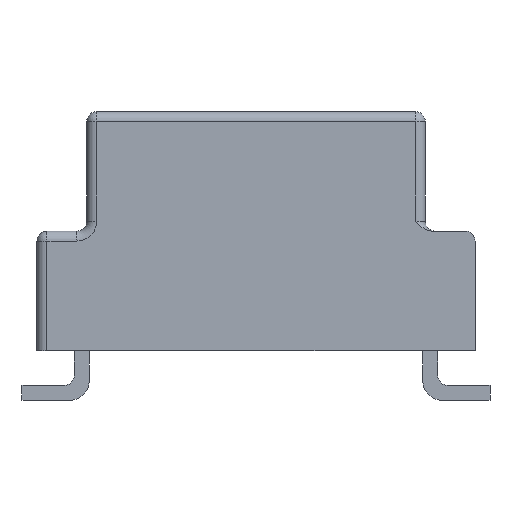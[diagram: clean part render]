
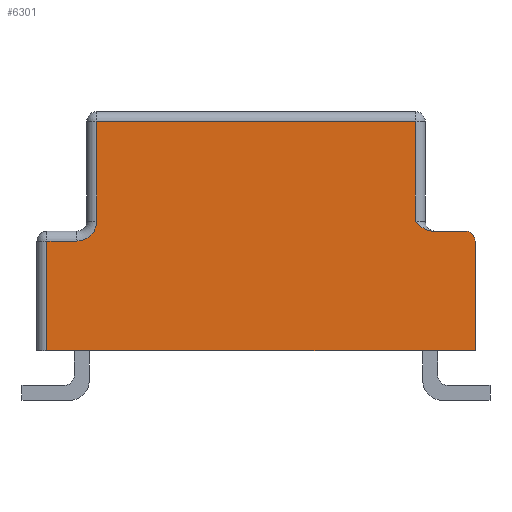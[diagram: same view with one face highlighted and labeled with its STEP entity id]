
A CAD part, front view. The second image highlights one B-rep face of the part: STEP entity #6301.
In plain terms, the highlighted face is planar.
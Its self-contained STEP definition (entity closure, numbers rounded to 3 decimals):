
#189=B_SPLINE_CURVE_WITH_KNOTS('',3,(#9278,#9279,#9280,#9281,#9282,#9283),
 .UNSPECIFIED.,.F.,.F.,(4,1,1,4),(0.,0.5,0.75,1.),.UNSPECIFIED.);
#253=CIRCLE('',#6575,0.4);
#264=CIRCLE('',#6597,0.2);
#710=ORIENTED_EDGE('',*,*,#1948,.F.);
#711=ORIENTED_EDGE('',*,*,#1949,.F.);
#712=ORIENTED_EDGE('',*,*,#1941,.T.);
#713=ORIENTED_EDGE('',*,*,#1922,.F.);
#714=ORIENTED_EDGE('',*,*,#1794,.F.);
#715=ORIENTED_EDGE('',*,*,#1950,.T.);
#716=ORIENTED_EDGE('',*,*,#1700,.T.);
#717=ORIENTED_EDGE('',*,*,#1927,.T.);
#718=ORIENTED_EDGE('',*,*,#1951,.T.);
#719=ORIENTED_EDGE('',*,*,#1912,.F.);
#720=ORIENTED_EDGE('',*,*,#1896,.T.);
#1700=EDGE_CURVE('',#2367,#2365,#2802,.T.);
#1794=EDGE_CURVE('',#2449,#2451,#2860,.T.);
#1896=EDGE_CURVE('',#2532,#2531,#189,.T.);
#1912=EDGE_CURVE('',#2532,#2542,#2892,.T.);
#1922=EDGE_CURVE('',#2451,#2545,#253,.T.);
#1927=EDGE_CURVE('',#2365,#2550,#2899,.T.);
#1941=EDGE_CURVE('',#2551,#2545,#2905,.T.);
#1948=EDGE_CURVE('',#2553,#2531,#2911,.T.);
#1949=EDGE_CURVE('',#2551,#2553,#2912,.T.);
#1950=EDGE_CURVE('',#2449,#2367,#2913,.T.);
#1951=EDGE_CURVE('',#2550,#2542,#264,.T.);
#2365=VERTEX_POINT('',#8074);
#2367=VERTEX_POINT('',#8077);
#2449=VERTEX_POINT('',#8466);
#2451=VERTEX_POINT('',#8469);
#2531=VERTEX_POINT('',#9277);
#2532=VERTEX_POINT('',#9284);
#2542=VERTEX_POINT('',#9315);
#2545=VERTEX_POINT('',#9331);
#2550=VERTEX_POINT('',#9345);
#2551=VERTEX_POINT('',#9354);
#2553=VERTEX_POINT('',#9360);
#2802=LINE('',#8076,#3235);
#2860=LINE('',#8468,#3293);
#2892=LINE('',#9314,#3325);
#2899=LINE('',#9344,#3332);
#2905=LINE('',#9384,#3338);
#2911=LINE('',#9396,#3344);
#2912=LINE('',#9397,#3345);
#2913=LINE('',#9398,#3346);
#3235=VECTOR('',#6901,1000.);
#3293=VECTOR('',#6997,1000.);
#3325=VECTOR('',#7099,1000.);
#3332=VECTOR('',#7136,1000.);
#3338=VECTOR('',#7168,1000.);
#3344=VECTOR('',#7182,1000.);
#3345=VECTOR('',#7183,1000.);
#3346=VECTOR('',#7184,1000.);
#3725=EDGE_LOOP('',(#710,#711,#712,#713,#714,#715,#716,#717,#718,#719,#720));
#4017=FACE_BOUND('',#3725,.T.);
#4254=PLANE('',#6596);
#6301=ADVANCED_FACE('',(#4017),#4254,.T.);
#6575=AXIS2_PLACEMENT_3D('',#9334,#7124,#7125);
#6596=AXIS2_PLACEMENT_3D('',#9395,#7180,#7181);
#6597=AXIS2_PLACEMENT_3D('',#9399,#7185,#7186);
#6901=DIRECTION('',(0.,0.,1.));
#6997=DIRECTION('',(0.,0.,1.));
#7099=DIRECTION('',(0.,0.,1.));
#7124=DIRECTION('',(-1.,0.,0.));
#7125=DIRECTION('',(0.,-1.,0.));
#7136=DIRECTION('',(0.,1.,0.));
#7168=DIRECTION('',(0.,-1.,0.));
#7180=DIRECTION('',(-1.,0.,0.));
#7181=DIRECTION('',(0.,0.,1.));
#7182=DIRECTION('',(0.,-1.,0.));
#7183=DIRECTION('',(0.,0.,1.));
#7184=DIRECTION('',(0.,-1.,0.));
#7185=DIRECTION('',(-1.,0.,0.));
#7186=DIRECTION('',(0.,0.,1.));
#8074=CARTESIAN_POINT('',(-6.35,0.,4.4));
#8076=CARTESIAN_POINT('',(-6.35,0.,-4.2));
#8077=CARTESIAN_POINT('',(-6.35,0.,-4.2));
#8466=CARTESIAN_POINT('',(-6.35,2.2,-4.2));
#8468=CARTESIAN_POINT('',(-6.35,2.2,-4.2));
#8469=CARTESIAN_POINT('',(-6.35,2.2,-3.6));
#9277=CARTESIAN_POINT('',(-6.35,2.6,3.2));
#9278=CARTESIAN_POINT('',(-6.35,2.4,3.546));
#9279=CARTESIAN_POINT('',(-6.35,2.4,3.484));
#9280=CARTESIAN_POINT('',(-6.35,2.438,3.38));
#9281=CARTESIAN_POINT('',(-6.35,2.531,3.27));
#9282=CARTESIAN_POINT('',(-6.35,2.568,3.232));
#9283=CARTESIAN_POINT('',(-6.35,2.6,3.2));
#9284=CARTESIAN_POINT('',(-6.35,2.4,3.546));
#9314=CARTESIAN_POINT('',(-6.35,2.4,3.546));
#9315=CARTESIAN_POINT('',(-6.35,2.4,4.2));
#9331=CARTESIAN_POINT('',(-6.35,2.6,-3.2));
#9334=CARTESIAN_POINT('',(-6.35,2.6,-3.6));
#9344=CARTESIAN_POINT('',(-6.35,0.,4.4));
#9345=CARTESIAN_POINT('',(-6.35,2.2,4.4));
#9354=CARTESIAN_POINT('',(-6.35,4.6,-3.2));
#9360=CARTESIAN_POINT('',(-6.35,4.6,3.2));
#9384=CARTESIAN_POINT('',(-6.35,4.6,-3.2));
#9395=CARTESIAN_POINT('',(-6.35,0.,-4.4));
#9396=CARTESIAN_POINT('',(-6.35,4.6,3.2));
#9397=CARTESIAN_POINT('',(-6.35,4.6,-3.2));
#9398=CARTESIAN_POINT('',(-6.35,2.2,-4.2));
#9399=CARTESIAN_POINT('',(-6.35,2.2,4.2));
